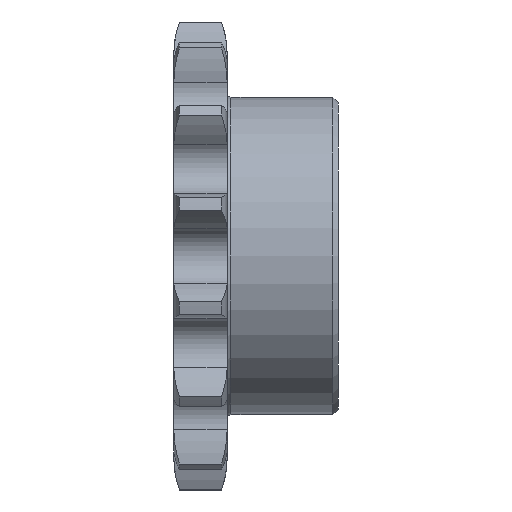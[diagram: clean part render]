
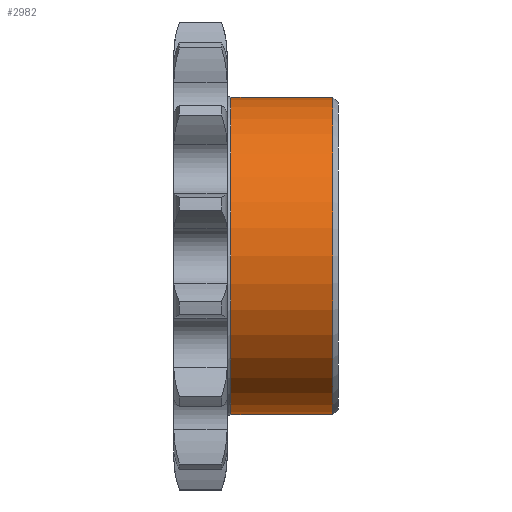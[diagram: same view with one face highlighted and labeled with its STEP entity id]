
A CAD part, front view. The second image highlights one B-rep face of the part: STEP entity #2982.
In plain terms, the highlighted cylindrical face has radius 21.438 mm (diameter 42.875 mm), a partial arc.
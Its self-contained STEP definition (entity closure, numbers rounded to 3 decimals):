
#2856=CARTESIAN_POINT('POINT185',(7.722,0.,
   -21.438));
#2857=VERTEX_POINT('VERTEX185',#2856);
#2866=CARTESIAN_POINT('POINT186',(7.722,0.,
   21.438));
#2867=VERTEX_POINT('VERTEX186',#2866);
#2891=CARTESIAN_POINT('POS212',(7.722,0.,
   0.));
#2892=DIRECTION('DIR361',(-1.,0.,0.));
#2893=DIRECTION('DIR362',(0.,0.,-1.));
#2894=AXIS2_PLACEMENT_3D('AXIS150',#2891,#2892,#2893);
#2895=CIRCLE('ELLIPSE100',#2894,21.438);
#2896=EDGE_CURVE('EDGE282',#2857,#2867,#2895,.T.);
#2943=CARTESIAN_POINT('POINT189',(21.504,0.,
   -21.438));
#2944=VERTEX_POINT('VERTEX189',#2943);
#2945=CARTESIAN_POINT('POS217',(14.359,0.,
   -21.438));
#2946=DIRECTION('DIR369',(-1.,0.,0.));
#2947=VECTOR('VEC65',#2946,1.);
#2948=LINE('STRAIGHT65',#2945,#2947);
#2949=EDGE_CURVE('EDGE287',#2944,#2857,#2948,.T.);
#2952=CARTESIAN_POINT('POINT190',(21.504,0.,
   21.438));
#2953=VERTEX_POINT('VERTEX190',#2952);
#2954=CARTESIAN_POINT('POS218',(14.359,0.,
   21.438));
#2955=DIRECTION('DIR370',(1.,0.,0.));
#2956=VECTOR('VEC66',#2955,1.);
#2957=LINE('STRAIGHT66',#2954,#2956);
#2958=EDGE_CURVE('EDGE288',#2867,#2953,#2957,.T.);
#2960=CARTESIAN_POINT('POS219',(21.504,0.,
   0.));
#2961=DIRECTION('DIR371',(-1.,0.,0.));
#2962=DIRECTION('DIR372',(0.,0.,-1.));
#2963=AXIS2_PLACEMENT_3D('AXIS153',#2960,#2961,#2962);
#2964=CIRCLE('ELLIPSE102',#2963,21.438);
#2969=CARTESIAN_POINT('POS220',(14.359,0.,
   0.));
#2970=DIRECTION('DIR373',(-1.,0.,0.));
#2971=DIRECTION('DIR374',(0.,0.,-1.));
#2972=AXIS2_PLACEMENT_3D('AXIS154',#2969,#2970,#2971);
#2973=CYLINDRICAL_SURFACE('CONE_SURF47',#2972,21.438);
#2975=ORIENTED_EDGE('COEDGE573',*,*,#2949,.F.);
#2976=EDGE_CURVE('EDGE290',#2944,#2953,#2964,.T.);
#2977=ORIENTED_EDGE('COEDGE574',*,*,#2976,.T.);
#2978=ORIENTED_EDGE('COEDGE575',*,*,#2958,.F.);
#2979=ORIENTED_EDGE('COEDGE576',*,*,#2896,.F.);
#2980=EDGE_LOOP('NONE',(#2975,#2977,#2978,#2979));
#2981=FACE_BOUND('LOOP1',#2980,.T.);
#2982=ADVANCED_FACE('FACE102',(#2981),#2973,.T.);
